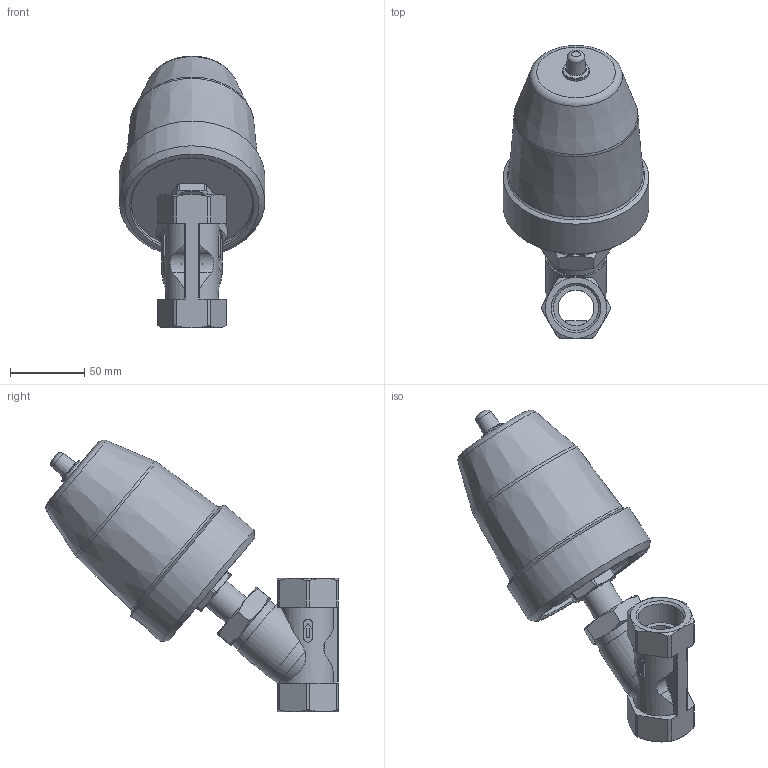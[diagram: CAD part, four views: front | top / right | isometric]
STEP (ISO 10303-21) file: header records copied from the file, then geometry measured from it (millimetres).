
FILE_DESCRIPTION(/* description */ ('STEP AP214'),/* implementation_level */ '2;1');
FILE_NAME(/* name */ '3540198_VZXF-L-M22C-M-B-G1-240-M1-V4ANT-80-22',/* time_stamp */ '2024-09-18T12:44:07+02:00',/* author */ ('License CC BY-ND 4.0'),/* organization */ ('CADENAS'),/* preprocessor_version */ 'ST-DEVELOPER v19.3',/* originating_system */ 'PARTsolutions',/* authorisation */ ' ');
FILE_SCHEMA (('AUTOMOTIVE_DESIGN {1 0 10303 214 3 1 1}'));
Length unit declared in the file: millimetre
Products named in the file (2): 3540198 VZXF-L-M22C-M-B-G1-240-M1-V4ANT-80-22; 1001805 VZXF-L-M22C-M-B-G1-240-V4ANT-80-22---(V)
Assembly tree (1 placements, depth 2):
  3540198 VZXF-L-M22C-M-B-G1-240-M1-V4ANT-80-22
    1001805 VZXF-L-M22C-M-B-G1-240-V4ANT-80-22---(V)
Bounding box: 97.99 x 197 x 183 mm (x, y, z)
Volume: 817678.9 mm3; surface area: 73975.2 mm2
Topology: 1 solids, 1 shells, 163 faces, 405 edges, 256 vertices
Faces by surface type: plane 66, cylinder 48, cone 43, torus 6
Full cylindrical faces by diameter (mm): 8.566 x1, 18.2 x1, 22 x1, 24 x1, 30.291 x2, 39 x1, 41 x1, 81.7 x1, 98 x1
Entity records: 4950 total; most frequent: CARTESIAN_POINT 1207, DIRECTION 762, ORIENTED_EDGE 746, EDGE_CURVE 373, AXIS2_PLACEMENT_3D 312, VERTEX_POINT 250, EDGE_LOOP 207, FACE_BOUND 207
